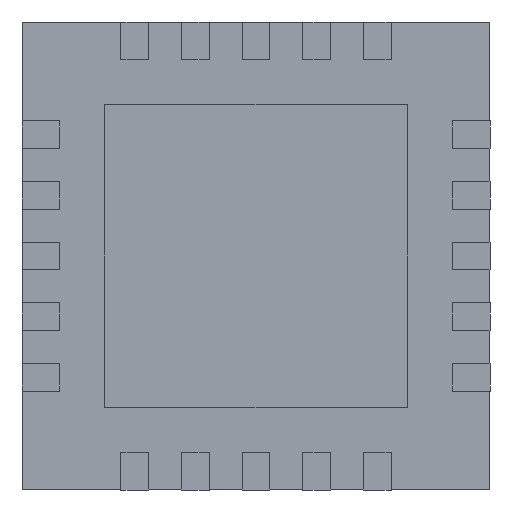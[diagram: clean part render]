
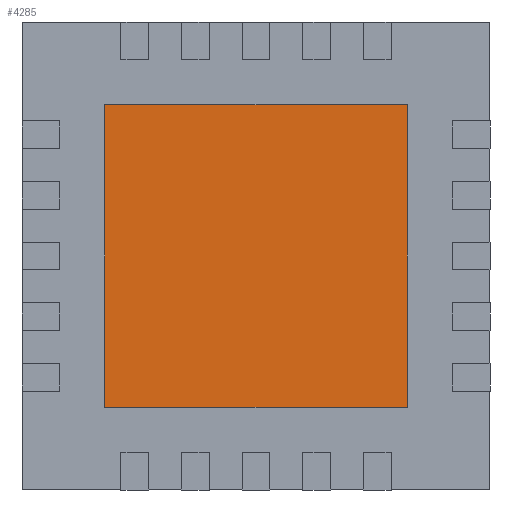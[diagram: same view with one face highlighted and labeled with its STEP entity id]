
A CAD part, front view. The second image highlights one B-rep face of the part: STEP entity #4285.
In plain terms, the highlighted planar face has unit normal (0, -1, 0).
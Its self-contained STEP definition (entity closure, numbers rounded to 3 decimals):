
#4193 = EDGE_CURVE('',#4194,#4196,#4198,.T.);
#4194 = VERTEX_POINT('',#4195);
#4195 = CARTESIAN_POINT('',(-1.625,0.035,1.625));
#4196 = VERTEX_POINT('',#4197);
#4197 = CARTESIAN_POINT('',(-1.625,0.035,-1.625));
#4198 = LINE('',#4199,#4200);
#4199 = CARTESIAN_POINT('',(-1.625,0.035,1.625));
#4200 = VECTOR('',#4201,1.);
#4201 = DIRECTION('',(0.,0.,-1.));
#4224 = EDGE_CURVE('',#4196,#4225,#4227,.T.);
#4225 = VERTEX_POINT('',#4226);
#4226 = CARTESIAN_POINT('',(1.625,0.035,-1.625));
#4227 = LINE('',#4228,#4229);
#4228 = CARTESIAN_POINT('',(-1.625,0.035,-1.625));
#4229 = VECTOR('',#4230,1.);
#4230 = DIRECTION('',(1.,0.,0.));
#4248 = EDGE_CURVE('',#4225,#4249,#4251,.T.);
#4249 = VERTEX_POINT('',#4250);
#4250 = CARTESIAN_POINT('',(1.625,0.035,1.625));
#4251 = LINE('',#4252,#4253);
#4252 = CARTESIAN_POINT('',(1.625,0.035,1.625));
#4253 = VECTOR('',#4254,1.);
#4254 = DIRECTION('',(0.,0.,1.));
#4272 = EDGE_CURVE('',#4249,#4194,#4273,.T.);
#4273 = LINE('',#4274,#4275);
#4274 = CARTESIAN_POINT('',(-1.625,0.035,1.625));
#4275 = VECTOR('',#4276,1.);
#4276 = DIRECTION('',(-1.,0.,0.));
#4285 = ADVANCED_FACE('',(#4286),#4292,.T.);
#4286 = FACE_BOUND('',#4287,.T.);
#4287 = EDGE_LOOP('',(#4288,#4289,#4290,#4291));
#4288 = ORIENTED_EDGE('',*,*,#4272,.T.);
#4289 = ORIENTED_EDGE('',*,*,#4193,.T.);
#4290 = ORIENTED_EDGE('',*,*,#4224,.T.);
#4291 = ORIENTED_EDGE('',*,*,#4248,.T.);
#4292 = PLANE('',#4293);
#4293 = AXIS2_PLACEMENT_3D('',#4294,#4295,#4296);
#4294 = CARTESIAN_POINT('',(0.,0.035,0.));
#4295 = DIRECTION('',(0.,-1.,0.));
#4296 = DIRECTION('',(0.,0.,-1.));
